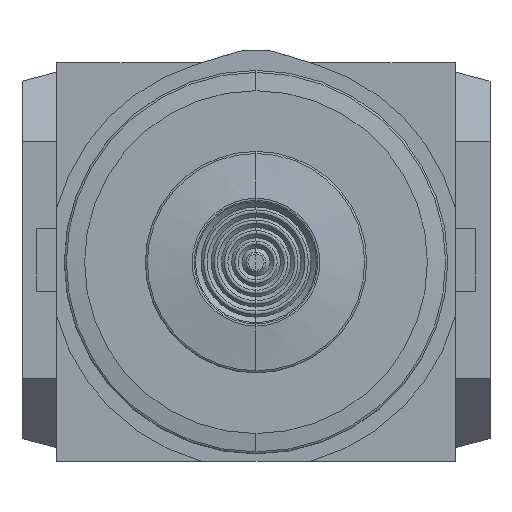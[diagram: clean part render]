
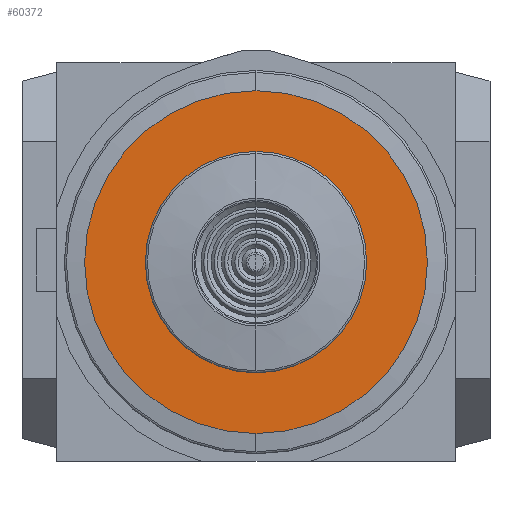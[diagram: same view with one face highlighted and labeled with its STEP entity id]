
A CAD part, front view. The second image highlights one B-rep face of the part: STEP entity #60372.
In plain terms, the highlighted face is planar.
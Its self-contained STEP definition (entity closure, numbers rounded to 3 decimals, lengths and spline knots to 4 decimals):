
#59081=CARTESIAN_POINT('',(0.,0.0323,0.));
#59082=DIRECTION('',(0.,1.,0.));
#59083=DIRECTION('',(0.,0.,1.));
#59084=AXIS2_PLACEMENT_3D('',#59081,#59082,#59083);
#59090=CARTESIAN_POINT('',(0.,0.0323,0.));
#59091=DIRECTION('',(0.,-1.,0.));
#59092=DIRECTION('',(0.,0.,1.));
#59093=AXIS2_PLACEMENT_3D('',#59090,#59091,#59092);
#59095=CARTESIAN_POINT('',(0.,0.0323,0.));
#59096=DIRECTION('',(0.,-1.,0.));
#59097=DIRECTION('',(0.,0.,1.));
#59098=AXIS2_PLACEMENT_3D('',#59095,#59096,#59097);
#59100=CARTESIAN_POINT('',(0.,0.0323,0.));
#59101=DIRECTION('',(0.,1.,0.));
#59102=DIRECTION('',(0.,0.,1.));
#59103=AXIS2_PLACEMENT_3D('',#59100,#59101,#59102);
#59599=CARTESIAN_POINT('',(0.,0.0323,0.7265));
#59601=VERTEX_POINT('',#59599);
#59619=CARTESIAN_POINT('',(0.,0.0323,-0.7265));
#59621=VERTEX_POINT('',#59619);
#59629=CARTESIAN_POINT('',(0.,0.0323,0.469));
#59630=CARTESIAN_POINT('',(0.,0.0323,-0.469));
#59631=VERTEX_POINT('',#59629);
#59632=VERTEX_POINT('',#59630);
#60357=CARTESIAN_POINT('',(0.,0.0323,0.));
#60358=DIRECTION('',(0.,-1.,0.));
#60359=DIRECTION('',(0.,0.,1.));
#60360=AXIS2_PLACEMENT_3D('',#60357,#60358,#60359);
#60361=PLANE('',#60360);
#60362=ORIENTED_EDGE('',*,*,#60336,.F.);
#60363=ORIENTED_EDGE('',*,*,#60352,.T.);
#60364=EDGE_LOOP('',(#60362,#60363));
#60365=FACE_OUTER_BOUND('',#60364,.F.);
#60367=ORIENTED_EDGE('',*,*,#60366,.F.);
#60369=ORIENTED_EDGE('',*,*,#60368,.T.);
#60370=EDGE_LOOP('',(#60367,#60369));
#60371=FACE_BOUND('',#60370,.F.);
#59085=CIRCLE('',#59084,0.7265);
#59094=CIRCLE('',#59093,0.7265);
#59099=CIRCLE('',#59098,0.469);
#59104=CIRCLE('',#59103,0.469);
#60336=EDGE_CURVE('',#59601,#59621,#59085,.T.);
#60352=EDGE_CURVE('',#59601,#59621,#59094,.T.);
#60366=EDGE_CURVE('',#59631,#59632,#59099,.T.);
#60368=EDGE_CURVE('',#59631,#59632,#59104,.T.);
#60372=ADVANCED_FACE('',(#60365,#60371),#60361,.F.);
